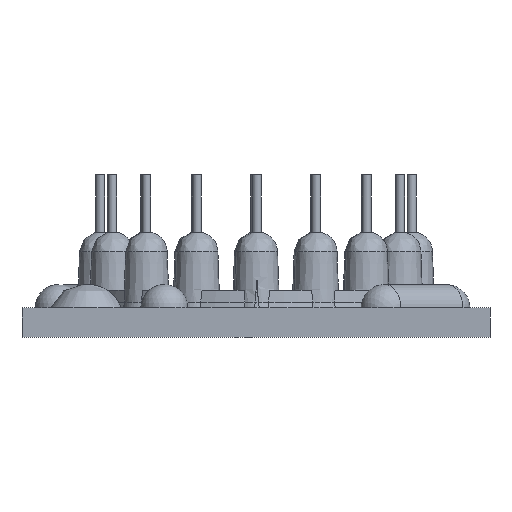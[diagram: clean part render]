
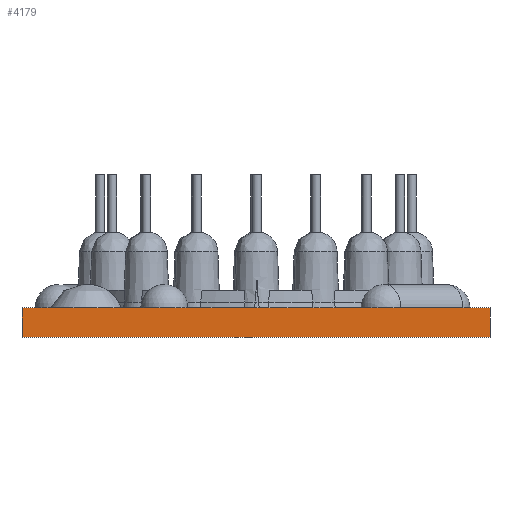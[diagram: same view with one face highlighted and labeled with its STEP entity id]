
A CAD part, front view. The second image highlights one B-rep face of the part: STEP entity #4179.
In plain terms, the highlighted planar face has unit normal (0, -1, 0).
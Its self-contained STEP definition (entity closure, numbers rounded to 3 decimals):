
#432=PLANE('',#4835);
#693=FACE_OUTER_BOUND('',#976,.T.);
#976=EDGE_LOOP('',(#3879,#3880,#3881,#3882));
#1050=LINE('',#8007,#1153);
#1073=LINE('',#8318,#1176);
#1079=LINE('',#8553,#1182);
#1080=LINE('',#8555,#1183);
#1153=VECTOR('',#5868,10.);
#1176=VECTOR('',#6061,10.);
#1182=VECTOR('',#6201,10.);
#1183=VECTOR('',#6204,10.);
#1880=VERTEX_POINT('',#8004);
#1881=VERTEX_POINT('',#8006);
#1931=VERTEX_POINT('',#8316);
#1932=VERTEX_POINT('',#8317);
#2436=EDGE_CURVE('',#1880,#1881,#1050,.T.);
#2535=EDGE_CURVE('',#1931,#1932,#1073,.T.);
#2605=EDGE_CURVE('',#1931,#1880,#1079,.T.);
#2606=EDGE_CURVE('',#1932,#1881,#1080,.T.);
#3879=ORIENTED_EDGE('',*,*,#2535,.T.);
#3880=ORIENTED_EDGE('',*,*,#2606,.T.);
#3881=ORIENTED_EDGE('',*,*,#2436,.F.);
#3882=ORIENTED_EDGE('',*,*,#2605,.F.);
#4179=ADVANCED_FACE('',(#693),#432,.T.);
#4835=AXIS2_PLACEMENT_3D('',#8554,#6202,#6203);
#5868=DIRECTION('',(-1.,0.,0.));
#6061=DIRECTION('',(-1.,0.,0.));
#6201=DIRECTION('',(0.,0.,-1.));
#6202=DIRECTION('center_axis',(0.,-1.,0.));
#6203=DIRECTION('ref_axis',(-1.,0.,0.));
#6204=DIRECTION('',(0.,0.,-1.));
#8004=CARTESIAN_POINT('',(39.962,-21.048,-2.7));
#8006=CARTESIAN_POINT('',(-40.038,-21.048,-2.7));
#8007=CARTESIAN_POINT('',(-40.038,-21.048,-2.7));
#8316=CARTESIAN_POINT('',(39.962,-21.048,2.3));
#8317=CARTESIAN_POINT('',(-40.038,-21.048,2.3));
#8318=CARTESIAN_POINT('',(19.962,-21.048,2.3));
#8553=CARTESIAN_POINT('',(39.962,-21.048,20.));
#8554=CARTESIAN_POINT('Origin',(39.962,-21.048,20.));
#8555=CARTESIAN_POINT('',(-40.038,-21.048,20.));
